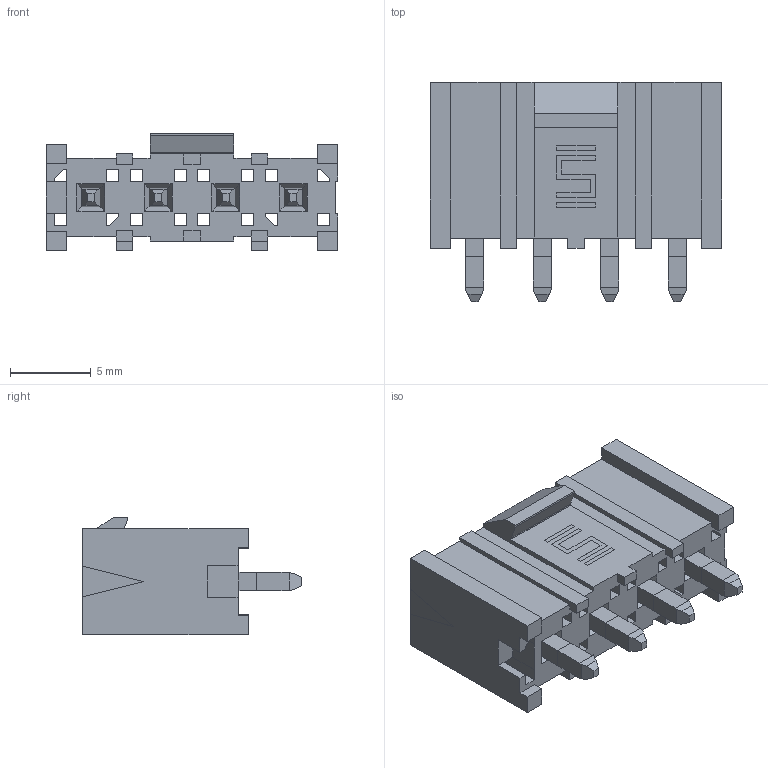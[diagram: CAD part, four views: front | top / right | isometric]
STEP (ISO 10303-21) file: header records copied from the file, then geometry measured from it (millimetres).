
FILE_DESCRIPTION (( 'STEP AP203' ), '1' );
FILE_NAME ('IPBT-104-H1-X-S.step', '2008-09-26T13:21:10', ( 'samtec' ), ( 'samtec' ), 'SwSTEP 2.0', 'SolidWorks 2007', '' );
FILE_SCHEMA (( 'CONFIG_CONTROL_DESIGN' ));
Length unit declared in the file: inch
Products named in the file (3): IPBT-104-H1-X-S; C3D-IPBT-XX-S-XX_Vertical (8 pos); C3D-T-1S55-X_-01 straight
Assembly tree (5 placements, depth 2):
  IPBT-104-H1-X-S
    C3D-T-1S55-X_-01 straight  x4
    C3D-IPBT-XX-S-XX_Vertical (8 pos)
Bounding box: 18.1 x 13.59 x 7.26 mm (x, y, z)
Volume: 578.7 mm3; surface area: 1573.2 mm2
Topology: 5 solids, 5 shells, 397 faces, 1052 edges, 656 vertices
Faces by surface type: plane 397
Entity records: 10125 total; most frequent: CARTESIAN_POINT 1723, ORIENTED_EDGE 1720, DIRECTION 1514, VECTOR 860, LINE 860, EDGE_CURVE 860, VERTEX_POINT 536, EDGE_LOOP 350
